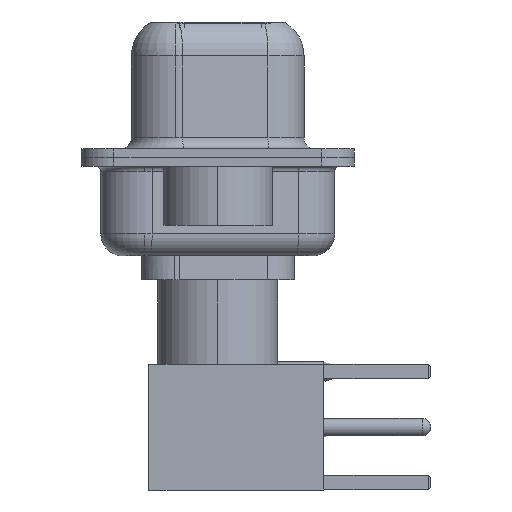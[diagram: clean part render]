
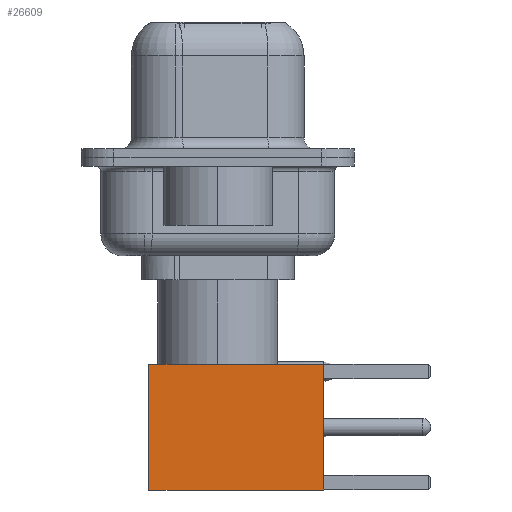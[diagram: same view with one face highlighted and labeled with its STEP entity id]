
A CAD part, left-side view. The second image highlights one B-rep face of the part: STEP entity #26609.
In plain terms, the highlighted face is planar.
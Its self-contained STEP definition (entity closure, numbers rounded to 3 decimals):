
#283 = EDGE_CURVE ( 'NONE', #24042, #18739, #14563, .T. ) ;
#4315 = CARTESIAN_POINT ( 'NONE',  ( 2.875, 2.875, 0. ) ) ;
#4691 = ORIENTED_EDGE ( 'NONE', *, *, #12209, .T. ) ;
#5169 = CARTESIAN_POINT ( 'NONE',  ( -2.875, 2.875, 0. ) ) ;
#6822 = CARTESIAN_POINT ( 'NONE',  ( 2.875, 2.875, 0. ) ) ;
#7347 = ORIENTED_EDGE ( 'NONE', *, *, #26528, .F. ) ;
#7464 = VECTOR ( 'NONE', #23039, 1000. ) ;
#9305 = VERTEX_POINT ( 'NONE', #4315 ) ;
#10285 = VERTEX_POINT ( 'NONE', #5169 ) ;
#11176 = CARTESIAN_POINT ( 'NONE',  ( -2.875, 2.875, 8. ) ) ;
#11524 = ORIENTED_EDGE ( 'NONE', *, *, #283, .F. ) ;
#11539 = AXIS2_PLACEMENT_3D ( 'NONE', #6822, #15309, #23775 ) ;
#12012 = EDGE_CURVE ( 'NONE', #9305, #10285, #17076, .T. ) ;
#12209 = EDGE_CURVE ( 'NONE', #24042, #9305, #17746, .T. ) ;
#14563 = LINE ( 'NONE', #27324, #7464 ) ;
#15041 = DIRECTION ( 'NONE',  ( 0., 0., -1. ) ) ;
#15309 = DIRECTION ( 'NONE',  ( 0., 1., 0. ) ) ;
#16087 = ORIENTED_EDGE ( 'NONE', *, *, #12012, .T. ) ;
#17076 = LINE ( 'NONE', #19145, #23341 ) ;
#17243 = CARTESIAN_POINT ( 'NONE',  ( 2.875, 2.875, 8. ) ) ;
#17347 = VECTOR ( 'NONE', #15041, 1000. ) ;
#17417 = FACE_OUTER_BOUND ( 'NONE', #19439, .T. ) ;
#17746 = LINE ( 'NONE', #26054, #25556 ) ;
#18739 = VERTEX_POINT ( 'NONE', #11176 ) ;
#19080 = CARTESIAN_POINT ( 'NONE',  ( -2.875, 2.875, 0. ) ) ;
#19145 = CARTESIAN_POINT ( 'NONE',  ( 0., 2.875, 0. ) ) ;
#19439 = EDGE_LOOP ( 'NONE', ( #4691, #16087, #7347, #11524 ) ) ;
#23039 = DIRECTION ( 'NONE',  ( -1., 0., 0. ) ) ;
#23173 = DIRECTION ( 'NONE',  ( -1., 0., 0. ) ) ;
#23244 = LINE ( 'NONE', #19080, #17347 ) ;
#23341 = VECTOR ( 'NONE', #23173, 1000. ) ;
#23775 = DIRECTION ( 'NONE',  ( 0., 0., 1. ) ) ;
#24042 = VERTEX_POINT ( 'NONE', #17243 ) ;
#25556 = VECTOR ( 'NONE', #26191, 1000. ) ;
#25864 = PLANE ( 'NONE',  #11539 ) ;
#26054 = CARTESIAN_POINT ( 'NONE',  ( 2.875, 2.875, 0. ) ) ;
#26191 = DIRECTION ( 'NONE',  ( 0., 0., -1. ) ) ;
#26528 = EDGE_CURVE ( 'NONE', #18739, #10285, #23244, .T. ) ;
#26609 = ADVANCED_FACE ( 'NONE', ( #17417 ), #25864, .T. ) ;
#27324 = CARTESIAN_POINT ( 'NONE',  ( 0., 2.875, 8. ) ) ;
